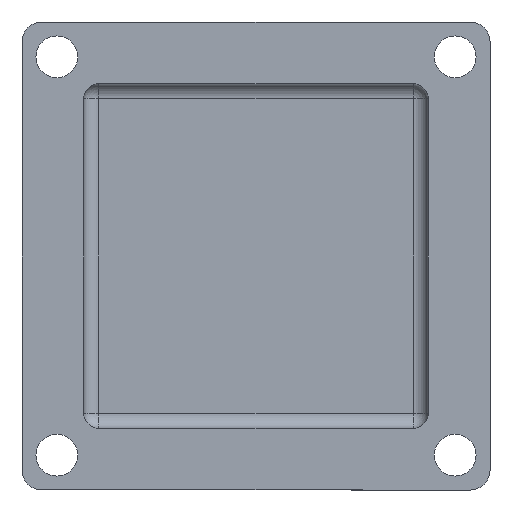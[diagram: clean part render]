
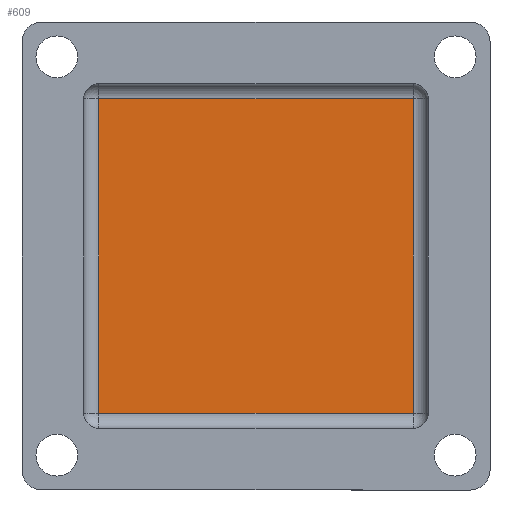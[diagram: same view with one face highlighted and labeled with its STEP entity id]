
A CAD part, front view. The second image highlights one B-rep face of the part: STEP entity #609.
In plain terms, the highlighted planar face has unit normal (0, -1, 0).
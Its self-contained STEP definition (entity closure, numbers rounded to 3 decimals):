
#10 = VECTOR ( 'NONE', #854, 1000. ) ;
#179 = ORIENTED_EDGE ( 'NONE', *, *, #982, .T. ) ;
#183 = CARTESIAN_POINT ( 'NONE',  ( -7.7, 14.25, -39.3 ) ) ;
#194 = DIRECTION ( 'NONE',  ( 0., 0., -1. ) ) ;
#234 = CARTESIAN_POINT ( 'NONE',  ( -7.7, 14.25, 0. ) ) ;
#258 = CARTESIAN_POINT ( 'NONE',  ( 0., 14.25, -39.3 ) ) ;
#259 = PLANE ( 'NONE',  #598 ) ;
#353 = ORIENTED_EDGE ( 'NONE', *, *, #407, .T. ) ;
#364 = DIRECTION ( 'NONE',  ( 0., 0., -1. ) ) ;
#378 = DIRECTION ( 'NONE',  ( 0., 0., 1. ) ) ;
#407 = EDGE_CURVE ( 'NONE', #1115, #900, #821, .T. ) ;
#449 = CARTESIAN_POINT ( 'NONE',  ( -39.3, 14.25, -7.7 ) ) ;
#514 = EDGE_LOOP ( 'NONE', ( #1154, #179, #353, #1473 ) ) ;
#598 = AXIS2_PLACEMENT_3D ( 'NONE', #731, #961, #364 ) ;
#609 = ADVANCED_FACE ( 'NONE', ( #1079 ), #259, .T. ) ;
#676 = VECTOR ( 'NONE', #1069, 1000. ) ;
#719 = VERTEX_POINT ( 'NONE', #183 ) ;
#731 = CARTESIAN_POINT ( 'NONE',  ( 0., 14.25, 0. ) ) ;
#821 = LINE ( 'NONE', #1543, #676 ) ;
#846 = VECTOR ( 'NONE', #194, 1000. ) ;
#854 = DIRECTION ( 'NONE',  ( 1., 0., 0. ) ) ;
#862 = EDGE_CURVE ( 'NONE', #900, #1256, #1067, .T. ) ;
#900 = VERTEX_POINT ( 'NONE', #449 ) ;
#961 = DIRECTION ( 'NONE',  ( 0., -1., 0. ) ) ;
#982 = EDGE_CURVE ( 'NONE', #719, #1115, #1449, .T. ) ;
#1067 = LINE ( 'NONE', #1428, #846 ) ;
#1069 = DIRECTION ( 'NONE',  ( -1., 0., 0. ) ) ;
#1079 = FACE_OUTER_BOUND ( 'NONE', #514, .T. ) ;
#1089 = CARTESIAN_POINT ( 'NONE',  ( -39.3, 14.25, -39.3 ) ) ;
#1115 = VERTEX_POINT ( 'NONE', #1268 ) ;
#1154 = ORIENTED_EDGE ( 'NONE', *, *, #1264, .T. ) ;
#1256 = VERTEX_POINT ( 'NONE', #1089 ) ;
#1264 = EDGE_CURVE ( 'NONE', #1256, #719, #1550, .T. ) ;
#1268 = CARTESIAN_POINT ( 'NONE',  ( -7.7, 14.25, -7.7 ) ) ;
#1428 = CARTESIAN_POINT ( 'NONE',  ( -39.3, 14.25, 0. ) ) ;
#1449 = LINE ( 'NONE', #234, #1455 ) ;
#1455 = VECTOR ( 'NONE', #378, 1000. ) ;
#1473 = ORIENTED_EDGE ( 'NONE', *, *, #862, .T. ) ;
#1543 = CARTESIAN_POINT ( 'NONE',  ( 0., 14.25, -7.7 ) ) ;
#1550 = LINE ( 'NONE', #258, #10 ) ;
